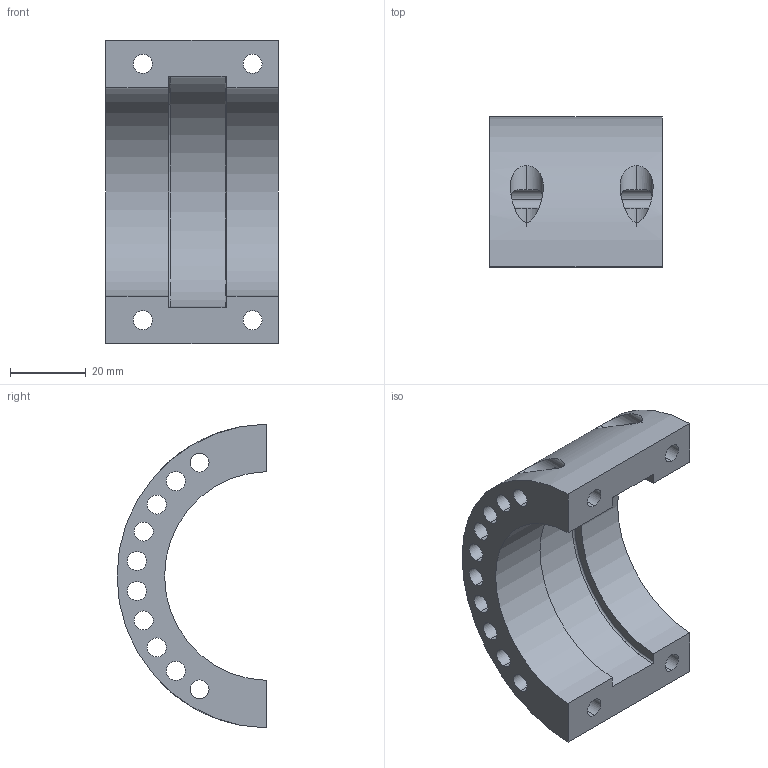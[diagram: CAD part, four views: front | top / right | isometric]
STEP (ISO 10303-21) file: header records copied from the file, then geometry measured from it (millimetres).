
FILE_DESCRIPTION (( 'STEP AP203' ), '1' );
FILE_NAME ('demi coquille part 1.STEP', '2021-09-28T12:24:19', ( '' ), ( '' ), 'SwSTEP 2.0', 'SolidWorks 2020', '' );
FILE_SCHEMA (( 'CONFIG_CONTROL_DESIGN' ));
Length unit declared in the file: millimetre
Products named in the file (1): demi coquille part 1
Bounding box: 45.4 x 39.45 x 79.99 mm (x, y, z)
Volume: 42676.3 mm3; surface area: 21727.5 mm2
Topology: 1 solids, 1 shells, 52 faces, 162 edges, 108 vertices
Faces by surface type: cylinder 40, plane 10, torus 2
Entity records: 2657 total; most frequent: CARTESIAN_POINT 1047, ORIENTED_EDGE 324, DIRECTION 314, EDGE_CURVE 162, AXIS2_PLACEMENT_3D 127, VERTEX_POINT 108, EDGE_LOOP 84, CIRCLE 74
